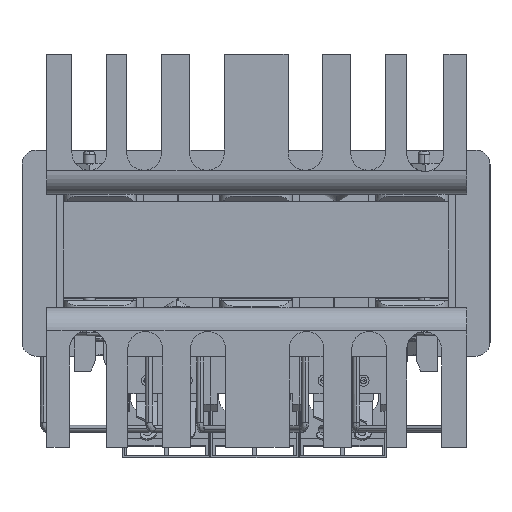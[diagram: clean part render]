
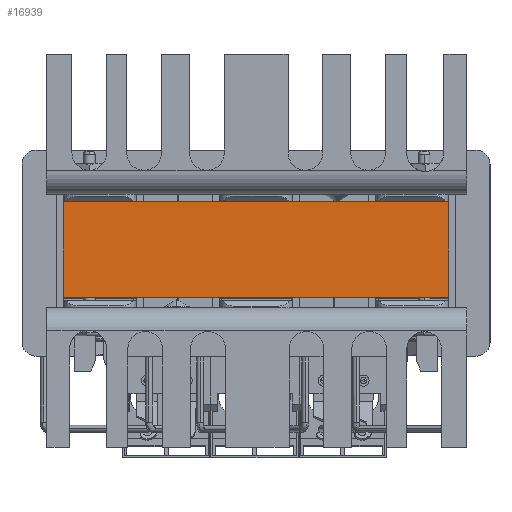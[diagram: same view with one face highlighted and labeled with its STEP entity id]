
A CAD part, front view. The second image highlights one B-rep face of the part: STEP entity #16939.
In plain terms, the highlighted planar face has unit normal (0, -1, 0).
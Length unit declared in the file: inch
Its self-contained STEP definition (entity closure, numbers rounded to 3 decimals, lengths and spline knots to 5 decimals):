
#7211 = CARTESIAN_POINT ( 'NONE',  ( -1.0118, -0.85402, 0. ) ) ;
#7793 = ORIENTED_EDGE ( 'NONE', *, *, #61851, .T. ) ;
#8147 = LINE ( 'NONE', #35153, #12171 ) ;
#8514 = VERTEX_POINT ( 'NONE', #39077 ) ;
#9081 = LINE ( 'NONE', #7211, #64166 ) ;
#9203 = CARTESIAN_POINT ( 'NONE',  ( -1.0118, -0.85402, 0. ) ) ;
#10231 = DIRECTION ( 'NONE',  ( 0., 0., -1. ) ) ;
#10939 = CARTESIAN_POINT ( 'NONE',  ( 2.4282, -0.85402, -0.855 ) ) ;
#12171 = VECTOR ( 'NONE', #10231, 39.37008 ) ;
#13329 = FACE_OUTER_BOUND ( 'NONE', #25529, .T. ) ;
#15214 = CARTESIAN_POINT ( 'NONE',  ( 0.70769, -0.85402, -0.855 ) ) ;
#16939 = ADVANCED_FACE ( 'NONE', ( #13329 ), #24607, .T. ) ;
#21732 = VERTEX_POINT ( 'NONE', #10939 ) ;
#24607 = PLANE ( 'NONE',  #60474 ) ;
#25080 = EDGE_CURVE ( 'NONE', #56744, #8514, #52647, .T. ) ;
#25529 = EDGE_LOOP ( 'NONE', ( #7793, #30524, #65353, #28132 ) ) ;
#28132 = ORIENTED_EDGE ( 'NONE', *, *, #52339, .F. ) ;
#29621 = DIRECTION ( 'NONE',  ( 0., 0., -1. ) ) ;
#30524 = ORIENTED_EDGE ( 'NONE', *, *, #25080, .T. ) ;
#32394 = DIRECTION ( 'NONE',  ( -1., 0., 0. ) ) ;
#34864 = VECTOR ( 'NONE', #29621, 39.37008 ) ;
#35153 = CARTESIAN_POINT ( 'NONE',  ( 2.4282, -0.85402, 0. ) ) ;
#36072 = VECTOR ( 'NONE', #61828, 39.37008 ) ;
#39077 = CARTESIAN_POINT ( 'NONE',  ( -1.0118, -0.85402, -0.855 ) ) ;
#44926 = DIRECTION ( 'NONE',  ( 0., -1., 0. ) ) ;
#45377 = DIRECTION ( 'NONE',  ( 0., 0., -1. ) ) ;
#51249 = CARTESIAN_POINT ( 'NONE',  ( 2.4282, -0.85402, 0. ) ) ;
#52339 = EDGE_CURVE ( 'NONE', #66371, #21732, #8147, .T. ) ;
#52647 = LINE ( 'NONE', #66499, #34864 ) ;
#56744 = VERTEX_POINT ( 'NONE', #60987 ) ;
#60474 = AXIS2_PLACEMENT_3D ( 'NONE', #9203, #44926, #45377 ) ;
#60987 = CARTESIAN_POINT ( 'NONE',  ( -1.0118, -0.85402, 0. ) ) ;
#61828 = DIRECTION ( 'NONE',  ( 1., 0., 0. ) ) ;
#61851 = EDGE_CURVE ( 'NONE', #66371, #56744, #9081, .T. ) ;
#64166 = VECTOR ( 'NONE', #32394, 39.37008 ) ;
#65353 = ORIENTED_EDGE ( 'NONE', *, *, #66924, .T. ) ;
#66005 = LINE ( 'NONE', #15214, #36072 ) ;
#66371 = VERTEX_POINT ( 'NONE', #51249 ) ;
#66499 = CARTESIAN_POINT ( 'NONE',  ( -1.0118, -0.85402, 0. ) ) ;
#66924 = EDGE_CURVE ( 'NONE', #8514, #21732, #66005, .T. ) ;
